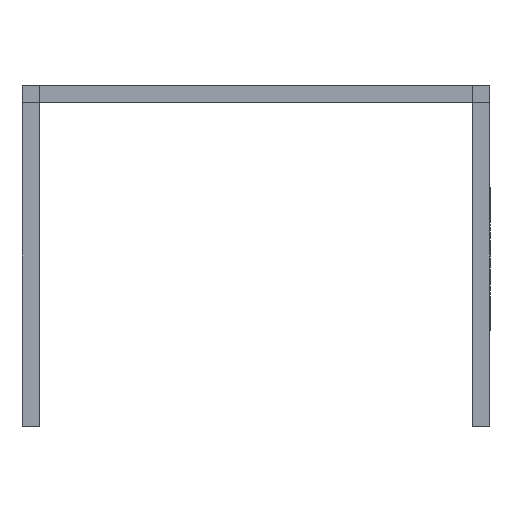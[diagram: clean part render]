
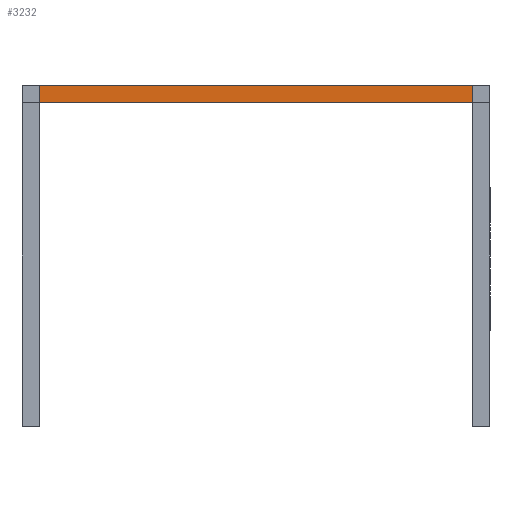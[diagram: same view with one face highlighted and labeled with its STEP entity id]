
A CAD part, front view. The second image highlights one B-rep face of the part: STEP entity #3232.
In plain terms, the highlighted planar face has unit normal (0, -1, 0).
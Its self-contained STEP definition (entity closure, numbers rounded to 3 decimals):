
#551 = AXIS2_PLACEMENT_3D ( 'NONE', #619, #8532, #4583 ) ;
#619 = CARTESIAN_POINT ( 'NONE',  ( -25.5, -600., -2. ) ) ;
#891 = DIRECTION ( 'NONE',  ( 0., 0., 1. ) ) ;
#1049 = DIRECTION ( 'NONE',  ( 1., 0., 0. ) ) ;
#1105 = VECTOR ( 'NONE', #8184, 1000. ) ;
#1140 = ORIENTED_EDGE ( 'NONE', *, *, #1346, .T. ) ;
#1171 = VECTOR ( 'NONE', #1049, 1000. ) ;
#1205 = EDGE_LOOP ( 'NONE', ( #2916, #1140, #6755, #2083 ) ) ;
#1346 = EDGE_CURVE ( 'NONE', #6063, #3263, #2826, .T. ) ;
#1452 = DIRECTION ( 'NONE',  ( 0., 0., 1. ) ) ;
#1675 = EDGE_CURVE ( 'NONE', #6063, #8082, #2314, .T. ) ;
#2083 = ORIENTED_EDGE ( 'NONE', *, *, #4130, .F. ) ;
#2258 = CARTESIAN_POINT ( 'NONE',  ( -27.5, -600., -2. ) ) ;
#2314 = LINE ( 'NONE', #2858, #3848 ) ;
#2360 = VERTEX_POINT ( 'NONE', #2664 ) ;
#2541 = CARTESIAN_POINT ( 'NONE',  ( 25.5, -600., -2. ) ) ;
#2664 = CARTESIAN_POINT ( 'NONE',  ( 25.5, -600., 0. ) ) ;
#2826 = LINE ( 'NONE', #2258, #1105 ) ;
#2858 = CARTESIAN_POINT ( 'NONE',  ( -25.5, -600., -2. ) ) ;
#2916 = ORIENTED_EDGE ( 'NONE', *, *, #1675, .F. ) ;
#3232 = ADVANCED_FACE ( 'NONE', ( #3391 ), #3913, .T. ) ;
#3263 = VERTEX_POINT ( 'NONE', #2541 ) ;
#3369 = EDGE_CURVE ( 'NONE', #3263, #2360, #6040, .T. ) ;
#3391 = FACE_OUTER_BOUND ( 'NONE', #1205, .T. ) ;
#3392 = CARTESIAN_POINT ( 'NONE',  ( 25.5, -600., -2. ) ) ;
#3416 = CARTESIAN_POINT ( 'NONE',  ( -25.5, -600., -2. ) ) ;
#3848 = VECTOR ( 'NONE', #891, 1000. ) ;
#3904 = VECTOR ( 'NONE', #1452, 1000. ) ;
#3913 = PLANE ( 'NONE',  #551 ) ;
#4130 = EDGE_CURVE ( 'NONE', #8082, #2360, #6388, .T. ) ;
#4328 = CARTESIAN_POINT ( 'NONE',  ( -27.5, -600., 0. ) ) ;
#4583 = DIRECTION ( 'NONE',  ( 0., 0., -1. ) ) ;
#6040 = LINE ( 'NONE', #3392, #3904 ) ;
#6063 = VERTEX_POINT ( 'NONE', #3416 ) ;
#6388 = LINE ( 'NONE', #4328, #1171 ) ;
#6755 = ORIENTED_EDGE ( 'NONE', *, *, #3369, .T. ) ;
#7145 = CARTESIAN_POINT ( 'NONE',  ( -25.5, -600., 0. ) ) ;
#8082 = VERTEX_POINT ( 'NONE', #7145 ) ;
#8184 = DIRECTION ( 'NONE',  ( 1., 0., 0. ) ) ;
#8532 = DIRECTION ( 'NONE',  ( 0., -1., 0. ) ) ;
